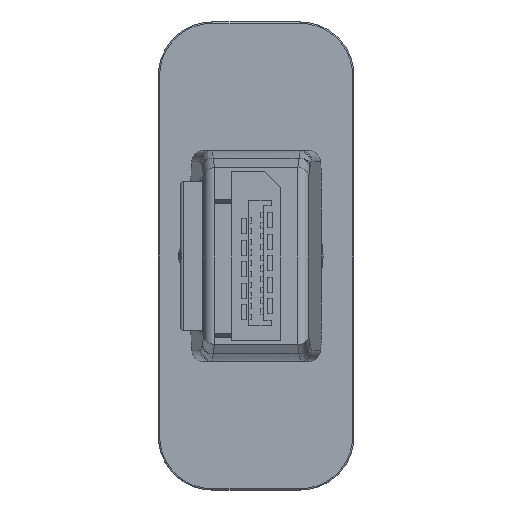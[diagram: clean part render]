
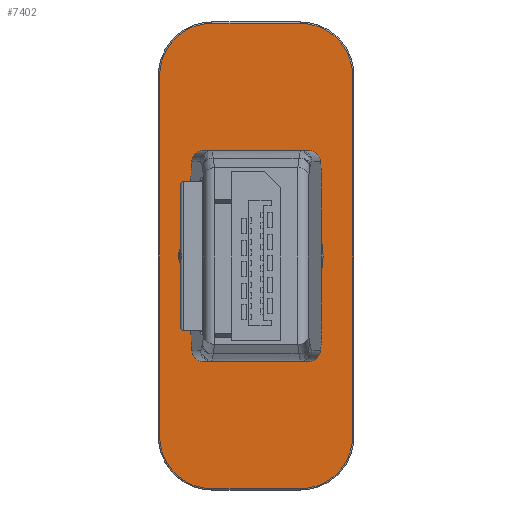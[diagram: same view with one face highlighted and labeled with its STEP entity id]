
A CAD part, left-side view. The second image highlights one B-rep face of the part: STEP entity #7402.
In plain terms, the highlighted face is planar.
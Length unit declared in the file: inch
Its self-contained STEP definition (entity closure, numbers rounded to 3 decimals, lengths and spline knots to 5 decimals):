
#6316 = VERTEX_POINT ( 'NONE', #24164 ) ;
#6369 = VERTEX_POINT ( 'NONE', #24286 ) ;
#6435 = EDGE_CURVE ( 'NONE', #6369, #6316, #24367, .T. ) ;
#7159 = VERTEX_POINT ( 'NONE', #25935 ) ;
#7211 = EDGE_LOOP ( 'NONE', ( #7398, #7423, #7420, #7320, #7438, #7343, #7485, #7445 ) ) ;
#7251 = EDGE_CURVE ( 'NONE', #6316, #6369, #26112, .T. ) ;
#7320 = ORIENTED_EDGE ( 'NONE', *, *, #7325, .T. ) ;
#7322 = VERTEX_POINT ( 'NONE', #25878 ) ;
#7324 = VERTEX_POINT ( 'NONE', #26096 ) ;
#7325 = EDGE_CURVE ( 'NONE', #7400, #7348, #26365, .T. ) ;
#7328 = VERTEX_POINT ( 'NONE', #26429 ) ;
#7343 = ORIENTED_EDGE ( 'NONE', *, *, #7434, .T. ) ;
#7345 = EDGE_CURVE ( 'NONE', #7328, #7400, #26453, .T. ) ;
#7348 = VERTEX_POINT ( 'NONE', #26448 ) ;
#7360 = ORIENTED_EDGE ( 'NONE', *, *, #7251, .F. ) ;
#7391 = EDGE_CURVE ( 'NONE', #7159, #7413, #26436, .T. ) ;
#7392 = EDGE_CURVE ( 'NONE', #7413, #7328, #26519, .T. ) ;
#7397 = ORIENTED_EDGE ( 'NONE', *, *, #6435, .F. ) ;
#7398 = ORIENTED_EDGE ( 'NONE', *, *, #7391, .T. ) ;
#7400 = VERTEX_POINT ( 'NONE', #26506 ) ;
#7402 = ADVANCED_FACE ( 'NONE', ( #26563, #26512 ), #26499, .F. ) ;
#7413 = VERTEX_POINT ( 'NONE', #26539 ) ;
#7418 = VERTEX_POINT ( 'NONE', #26505 ) ;
#7420 = ORIENTED_EDGE ( 'NONE', *, *, #7345, .T. ) ;
#7423 = ORIENTED_EDGE ( 'NONE', *, *, #7392, .T. ) ;
#7431 = EDGE_CURVE ( 'NONE', #7348, #7418, #26579, .T. ) ;
#7434 = EDGE_CURVE ( 'NONE', #7418, #7322, #26575, .T. ) ;
#7438 = ORIENTED_EDGE ( 'NONE', *, *, #7431, .T. ) ;
#7440 = EDGE_LOOP ( 'NONE', ( #7360, #7397 ) ) ;
#7445 = ORIENTED_EDGE ( 'NONE', *, *, #7446, .T. ) ;
#7446 = EDGE_CURVE ( 'NONE', #7324, #7159, #26569, .T. ) ;
#7485 = ORIENTED_EDGE ( 'NONE', *, *, #7491, .T. ) ;
#7491 = EDGE_CURVE ( 'NONE', #7322, #7324, #26673, .T. ) ;
#24164 = CARTESIAN_POINT ( 'NONE',  ( 0.25, 0.365, 0. ) ) ;
#24286 = CARTESIAN_POINT ( 'NONE',  ( -0.25, 0.365, 0. ) ) ;
#24367 = CIRCLE ( 'NONE', #24373, 0.25 ) ;
#24368 = CARTESIAN_POINT ( 'NONE',  ( 0., 0.365, 0. ) ) ;
#24373 = AXIS2_PLACEMENT_3D ( 'NONE', #24368, #24418, #24417 ) ;
#24417 = DIRECTION ( 'NONE',  ( -1., 0., 0. ) ) ;
#24418 = DIRECTION ( 'NONE',  ( 0., 0., 1. ) ) ;
#25607 = DIRECTION ( 'NONE',  ( 0., 0., 1. ) ) ;
#25861 = DIRECTION ( 'NONE',  ( -1., 0., 0. ) ) ;
#25878 = CARTESIAN_POINT ( 'NONE',  ( 0.868, 0.2, 0. ) ) ;
#25935 = CARTESIAN_POINT ( 'NONE',  ( 0.673, 0.725, 0. ) ) ;
#26094 = DIRECTION ( 'NONE',  ( -1., 0., 0. ) ) ;
#26095 = DIRECTION ( 'NONE',  ( 0., 0., 1. ) ) ;
#26096 = CARTESIAN_POINT ( 'NONE',  ( 0.868, 0.53, 0. ) ) ;
#26107 = AXIS2_PLACEMENT_3D ( 'NONE', #26108, #26095, #26094 ) ;
#26108 = CARTESIAN_POINT ( 'NONE',  ( 0., 0.365, 0. ) ) ;
#26112 = CIRCLE ( 'NONE', #26107, 0.25 ) ;
#26210 = CARTESIAN_POINT ( 'NONE',  ( -0.673, 0.2, 0. ) ) ;
#26365 = CIRCLE ( 'NONE', #26368, 0.195 ) ;
#26368 = AXIS2_PLACEMENT_3D ( 'NONE', #26210, #25607, #25861 ) ;
#26429 = CARTESIAN_POINT ( 'NONE',  ( -0.868, 0.53, 0. ) ) ;
#26436 = LINE ( 'NONE', #26518, #26514 ) ;
#26444 = DIRECTION ( 'NONE',  ( 0., -1., 0. ) ) ;
#26445 = VECTOR ( 'NONE', #26444, 39.37008 ) ;
#26448 = CARTESIAN_POINT ( 'NONE',  ( -0.673, 0.005, 0. ) ) ;
#26452 = CARTESIAN_POINT ( 'NONE',  ( -0.868, 0.73, 0. ) ) ;
#26453 = LINE ( 'NONE', #26452, #26445 ) ;
#26464 = AXIS2_PLACEMENT_3D ( 'NONE', #26558, #26557, #26556 ) ;
#26499 = PLANE ( 'NONE',  #26464 ) ;
#26505 = CARTESIAN_POINT ( 'NONE',  ( 0.673, 0.005, 0. ) ) ;
#26506 = CARTESIAN_POINT ( 'NONE',  ( -0.868, 0.2, 0. ) ) ;
#26507 = DIRECTION ( 'NONE',  ( -1., 0., 0. ) ) ;
#26508 = DIRECTION ( 'NONE',  ( 0., 0., 1. ) ) ;
#26509 = CARTESIAN_POINT ( 'NONE',  ( -0.673, 0.53, 0. ) ) ;
#26510 = AXIS2_PLACEMENT_3D ( 'NONE', #26509, #26508, #26507 ) ;
#26512 = FACE_BOUND ( 'NONE', #7440, .T. ) ;
#26513 = DIRECTION ( 'NONE',  ( -1., 0., 0. ) ) ;
#26514 = VECTOR ( 'NONE', #26513, 39.37008 ) ;
#26518 = CARTESIAN_POINT ( 'NONE',  ( -0.873, 0.725, 0. ) ) ;
#26519 = CIRCLE ( 'NONE', #26510, 0.195 ) ;
#26531 = AXIS2_PLACEMENT_3D ( 'NONE', #26568, #26567, #26566 ) ;
#26539 = CARTESIAN_POINT ( 'NONE',  ( -0.673, 0.725, 0. ) ) ;
#26556 = DIRECTION ( 'NONE',  ( -1., 0., 0. ) ) ;
#26557 = DIRECTION ( 'NONE',  ( 0., 0., -1. ) ) ;
#26558 = CARTESIAN_POINT ( 'NONE',  ( -0.873, 0.73, 0. ) ) ;
#26563 = FACE_OUTER_BOUND ( 'NONE', #7211, .T. ) ;
#26566 = DIRECTION ( 'NONE',  ( -1., 0., 0. ) ) ;
#26567 = DIRECTION ( 'NONE',  ( 0., 0., 1. ) ) ;
#26568 = CARTESIAN_POINT ( 'NONE',  ( 0.673, 0.2, 0. ) ) ;
#26569 = CIRCLE ( 'NONE', #26620, 0.195 ) ;
#26575 = CIRCLE ( 'NONE', #26531, 0.195 ) ;
#26576 = DIRECTION ( 'NONE',  ( 1., 0., 0. ) ) ;
#26577 = VECTOR ( 'NONE', #26576, 39.37008 ) ;
#26578 = CARTESIAN_POINT ( 'NONE',  ( 0.673, 0.005, 0. ) ) ;
#26579 = LINE ( 'NONE', #26578, #26577 ) ;
#26617 = DIRECTION ( 'NONE',  ( -1., 0., 0. ) ) ;
#26618 = DIRECTION ( 'NONE',  ( 0., 0., 1. ) ) ;
#26619 = CARTESIAN_POINT ( 'NONE',  ( 0.673, 0.53, 0. ) ) ;
#26620 = AXIS2_PLACEMENT_3D ( 'NONE', #26619, #26618, #26617 ) ;
#26668 = VECTOR ( 'NONE', #26682, 39.37008 ) ;
#26673 = LINE ( 'NONE', #26683, #26668 ) ;
#26682 = DIRECTION ( 'NONE',  ( 0., 1., 0. ) ) ;
#26683 = CARTESIAN_POINT ( 'NONE',  ( 0.868, 0.73, 0. ) ) ;
